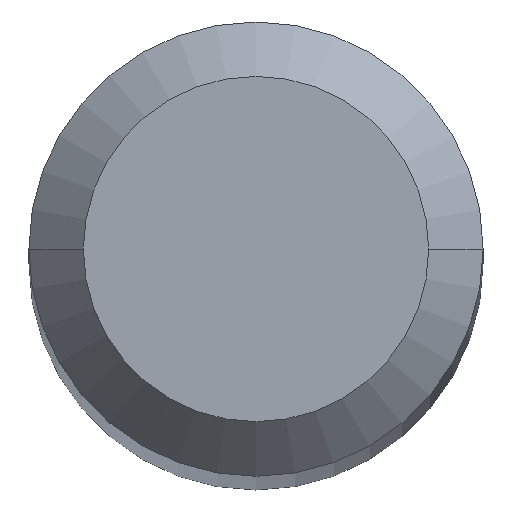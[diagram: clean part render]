
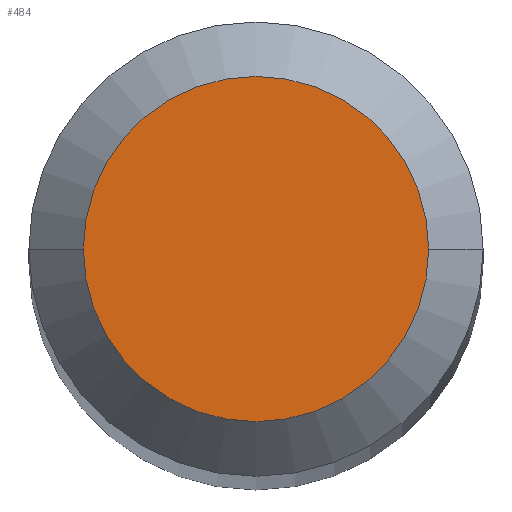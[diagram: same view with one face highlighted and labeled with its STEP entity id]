
A CAD part, top view. The second image highlights one B-rep face of the part: STEP entity #484.
In plain terms, the highlighted planar face has unit normal (0, 0, 1).
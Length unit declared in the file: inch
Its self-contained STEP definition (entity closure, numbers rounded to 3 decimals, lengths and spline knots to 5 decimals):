
#7 = DIRECTION ( 'NONE',  ( 0., 0., -1. ) ) ;
#22 = FACE_OUTER_BOUND ( 'NONE', #335, .T. ) ;
#49 = AXIS2_PLACEMENT_3D ( 'NONE', #480, #169, #396 ) ;
#60 = CARTESIAN_POINT ( 'NONE',  ( -0.0475, 0., 0. ) ) ;
#90 = DIRECTION ( 'NONE',  ( 0., 0., 1. ) ) ;
#96 = CARTESIAN_POINT ( 'NONE',  ( 0.0475, 0., 0. ) ) ;
#118 = CIRCLE ( 'NONE', #314, 0.0475 ) ;
#121 = PLANE ( 'NONE',  #180 ) ;
#169 = DIRECTION ( 'NONE',  ( 0., 0., 1. ) ) ;
#180 = AXIS2_PLACEMENT_3D ( 'NONE', #278, #7, #271 ) ;
#211 = DIRECTION ( 'NONE',  ( 1., 0., 0. ) ) ;
#217 = ORIENTED_EDGE ( 'NONE', *, *, #395, .T. ) ;
#261 = CIRCLE ( 'NONE', #49, 0.0475 ) ;
#268 = VERTEX_POINT ( 'NONE', #60 ) ;
#271 = DIRECTION ( 'NONE',  ( -1., 0., 0. ) ) ;
#278 = CARTESIAN_POINT ( 'NONE',  ( 0., 0.0475, 0. ) ) ;
#314 = AXIS2_PLACEMENT_3D ( 'NONE', #385, #90, #211 ) ;
#335 = EDGE_LOOP ( 'NONE', ( #217, #424 ) ) ;
#385 = CARTESIAN_POINT ( 'NONE',  ( 0., 0., 0. ) ) ;
#395 = EDGE_CURVE ( 'NONE', #268, #438, #118, .T. ) ;
#396 = DIRECTION ( 'NONE',  ( 1., 0., 0. ) ) ;
#424 = ORIENTED_EDGE ( 'NONE', *, *, #520, .T. ) ;
#438 = VERTEX_POINT ( 'NONE', #96 ) ;
#480 = CARTESIAN_POINT ( 'NONE',  ( 0., 0., 0. ) ) ;
#484 = ADVANCED_FACE ( 'NONE', ( #22 ), #121, .F. ) ;
#520 = EDGE_CURVE ( 'NONE', #438, #268, #261, .T. ) ;
